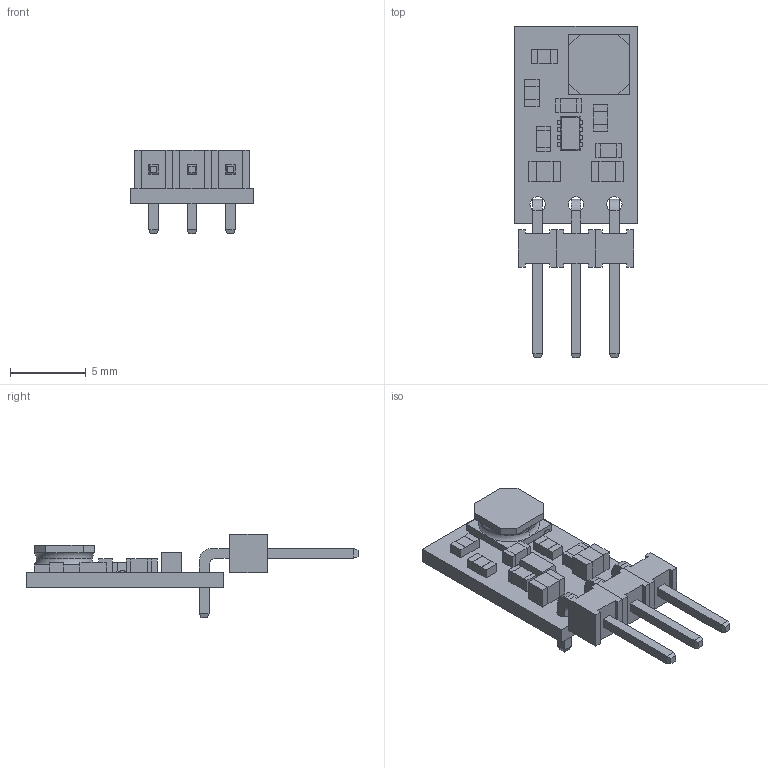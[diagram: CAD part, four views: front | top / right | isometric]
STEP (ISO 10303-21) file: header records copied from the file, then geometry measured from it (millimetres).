
FILE_DESCRIPTION (( 'STEP AP203' ), '1' );
FILE_NAME ('step-up-voltage-regulator-u3v16fx_with_header.STEP', '2025-07-17T22:11:29', ( '' ), ( '' ), 'SwSTEP 2.0', 'SolidWorks 2020', '' );
FILE_SCHEMA (( 'CONFIG_CONTROL_DESIGN' ));
Length unit declared in the file: inch
Products named in the file (3): Right angle pin header_03.step; step-up-voltage-regulator-u3v16fx_with_header; step-up-voltage-regulator-u3v16fx.step
Assembly tree (2 placements, depth 2):
  step-up-voltage-regulator-u3v16fx_with_header
    step-up-voltage-regulator-u3v16fx.step
    Right angle pin header_03.step
Bounding box: 8.13 x 21.99 x 5.54 mm (x, y, z)
Volume: 203.6 mm3; surface area: 641.4 mm2
Topology: 24 solids, 24 shells, 750 faces, 1924 edges, 1270 vertices
Faces by surface type: plane 528, bspline 198, cylinder 20, torus 4
Entity records: 29989 total; most frequent: CARTESIAN_POINT 12787, ORIENTED_EDGE 3848, DIRECTION 2696, EDGE_CURVE 1924, VECTOR 1474, LINE 1474, VERTEX_POINT 1270, EDGE_LOOP 804
